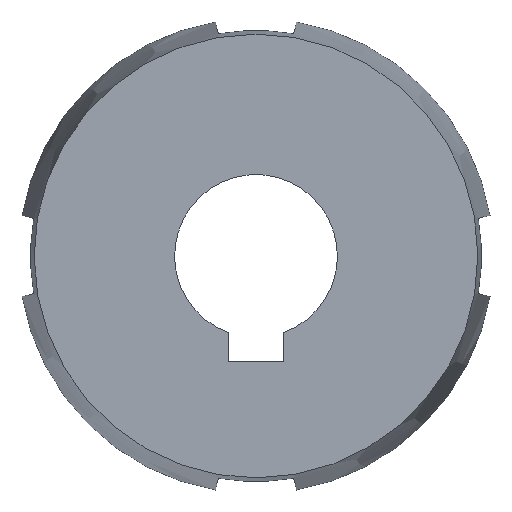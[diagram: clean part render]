
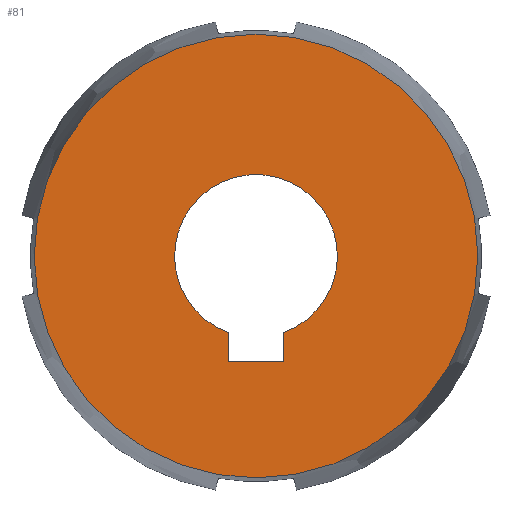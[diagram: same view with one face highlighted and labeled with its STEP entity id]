
A CAD part, left-side view. The second image highlights one B-rep face of the part: STEP entity #81.
In plain terms, the highlighted planar face has unit normal (-1, 0, 0).
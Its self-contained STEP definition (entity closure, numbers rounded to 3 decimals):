
#51=PLANE('',#295);
#60=LINE('',#482,#70);
#61=LINE('',#485,#71);
#62=LINE('',#487,#72);
#70=VECTOR('',#340,1.);
#71=VECTOR('',#341,1.);
#72=VECTOR('',#342,1.);
#81=ADVANCED_FACE('',(#106,#107),#51,.F.);
#106=FACE_BOUND('',#112,.T.);
#107=FACE_BOUND('',#113,.T.);
#112=EDGE_LOOP('',(#145));
#113=EDGE_LOOP('',(#146,#147,#148,#149));
#145=ORIENTED_EDGE('',*,*,#227,.T.);
#146=ORIENTED_EDGE('',*,*,#244,.F.);
#147=ORIENTED_EDGE('',*,*,#245,.F.);
#148=ORIENTED_EDGE('',*,*,#246,.F.);
#149=ORIENTED_EDGE('',*,*,#247,.F.);
#202=VERTEX_POINT('',#400);
#219=VERTEX_POINT('',#483);
#220=VERTEX_POINT('',#484);
#221=VERTEX_POINT('',#486);
#222=VERTEX_POINT('',#488);
#227=EDGE_CURVE('',#202,#202,#264,.T.);
#244=EDGE_CURVE('',#219,#220,#60,.T.);
#245=EDGE_CURVE('',#221,#219,#61,.T.);
#246=EDGE_CURVE('',#222,#221,#62,.T.);
#247=EDGE_CURVE('',#220,#222,#273,.T.);
#264=CIRCLE('',#284,16.347);
#273=CIRCLE('',#294,6.);
#284=AXIS2_PLACEMENT_3D('',#399,#320,#321);
#294=AXIS2_PLACEMENT_3D('',#489,#343,#344);
#295=AXIS2_PLACEMENT_3D('',#490,#345,#346);
#320=DIRECTION('',(-1.,0.,0.));
#321=DIRECTION('',(0.,0.,1.));
#340=DIRECTION('',(0.,0.,1.));
#341=DIRECTION('',(0.,-1.,0.));
#342=DIRECTION('',(0.,0.,-1.));
#343=DIRECTION('',(-1.,0.,0.));
#344=DIRECTION('',(0.,0.,-1.));
#345=DIRECTION('',(1.,0.,0.));
#346=DIRECTION('',(0.,0.,-1.));
#399=CARTESIAN_POINT('',(-22.,0.,0.));
#400=CARTESIAN_POINT('',(-22.,0.,16.347));
#482=CARTESIAN_POINT('',(-22.,-2.,16.347));
#483=CARTESIAN_POINT('',(-22.,-2.,-7.8));
#484=CARTESIAN_POINT('',(-22.,-2.,-5.657));
#485=CARTESIAN_POINT('',(-22.,0.,-7.8));
#486=CARTESIAN_POINT('',(-22.,2.,-7.8));
#487=CARTESIAN_POINT('',(-22.,2.,16.347));
#488=CARTESIAN_POINT('',(-22.,2.,-5.657));
#489=CARTESIAN_POINT('',(-22.,0.,0.));
#490=CARTESIAN_POINT('',(-22.,0.,16.347));
